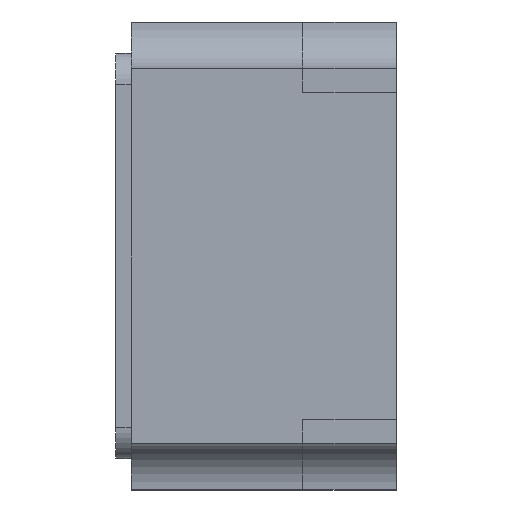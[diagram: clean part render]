
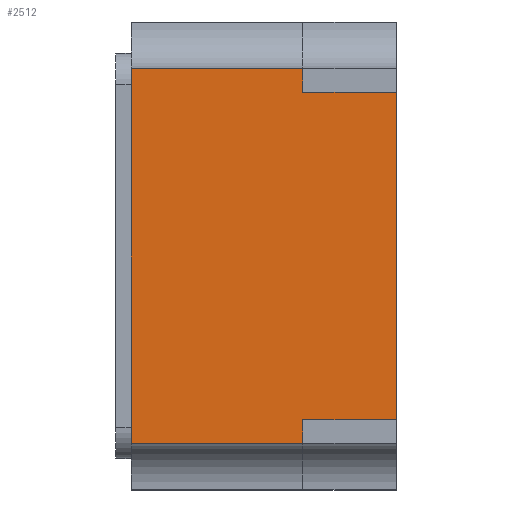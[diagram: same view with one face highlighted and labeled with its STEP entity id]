
A CAD part, left-side view. The second image highlights one B-rep face of the part: STEP entity #2512.
In plain terms, the highlighted planar face has unit normal (-1, 0, 0).
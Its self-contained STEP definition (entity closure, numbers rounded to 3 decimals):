
#32 = VERTEX_POINT ( 'NONE', #2096 ) ;
#33 = CARTESIAN_POINT ( 'NONE',  ( -1.6, 0.85, -0.6 ) ) ;
#65 = EDGE_CURVE ( 'NONE', #159, #32, #2891, .T. ) ;
#105 = CARTESIAN_POINT ( 'NONE',  ( -1.6, 0., -0.525 ) ) ;
#159 = VERTEX_POINT ( 'NONE', #801 ) ;
#177 = ORIENTED_EDGE ( 'NONE', *, *, #3118, .T. ) ;
#213 = CARTESIAN_POINT ( 'NONE',  ( -1.6, 0., -0.6 ) ) ;
#259 = CARTESIAN_POINT ( 'NONE',  ( -1.6, 0.3, -0.6 ) ) ;
#261 = EDGE_LOOP ( 'NONE', ( #177, #1131, #3183, #3024, #1989, #1045, #1722, #1111 ) ) ;
#446 = CARTESIAN_POINT ( 'NONE',  ( -1.6, 0., 0.75 ) ) ;
#455 = DIRECTION ( 'NONE',  ( 0., 0., 1. ) ) ;
#465 = VECTOR ( 'NONE', #980, 1000. ) ;
#565 = CARTESIAN_POINT ( 'NONE',  ( -1.6, 0.3, 0. ) ) ;
#656 = VERTEX_POINT ( 'NONE', #105 ) ;
#755 = LINE ( 'NONE', #901, #2878 ) ;
#801 = CARTESIAN_POINT ( 'NONE',  ( -1.6, 0.3, 0.6 ) ) ;
#885 = LINE ( 'NONE', #446, #1292 ) ;
#901 = CARTESIAN_POINT ( 'NONE',  ( -1.6, 0.3, 0.525 ) ) ;
#929 = LINE ( 'NONE', #213, #3263 ) ;
#980 = DIRECTION ( 'NONE',  ( 0., 1., 0. ) ) ;
#1045 = ORIENTED_EDGE ( 'NONE', *, *, #2594, .T. ) ;
#1100 = VERTEX_POINT ( 'NONE', #3107 ) ;
#1111 = ORIENTED_EDGE ( 'NONE', *, *, #1878, .T. ) ;
#1131 = ORIENTED_EDGE ( 'NONE', *, *, #2849, .F. ) ;
#1173 = LINE ( 'NONE', #565, #3225 ) ;
#1176 = EDGE_CURVE ( 'NONE', #2769, #1532, #2348, .T. ) ;
#1179 = VERTEX_POINT ( 'NONE', #259 ) ;
#1274 = DIRECTION ( 'NONE',  ( 0., 0., -1. ) ) ;
#1288 = DIRECTION ( 'NONE',  ( 0., 0., -1. ) ) ;
#1292 = VECTOR ( 'NONE', #455, 1000. ) ;
#1330 = VECTOR ( 'NONE', #3157, 1000. ) ;
#1426 = VERTEX_POINT ( 'NONE', #2720 ) ;
#1443 = VECTOR ( 'NONE', #2070, 1000. ) ;
#1532 = VERTEX_POINT ( 'NONE', #3081 ) ;
#1722 = ORIENTED_EDGE ( 'NONE', *, *, #2744, .F. ) ;
#1756 = EDGE_CURVE ( 'NONE', #159, #1532, #1888, .T. ) ;
#1803 = CARTESIAN_POINT ( 'NONE',  ( -1.6, 0., 0.6 ) ) ;
#1878 = EDGE_CURVE ( 'NONE', #1100, #656, #2937, .T. ) ;
#1888 = LINE ( 'NONE', #1803, #465 ) ;
#1989 = ORIENTED_EDGE ( 'NONE', *, *, #1176, .F. ) ;
#2070 = DIRECTION ( 'NONE',  ( 0., -1., 0. ) ) ;
#2096 = CARTESIAN_POINT ( 'NONE',  ( -1.6, 0.3, 0.525 ) ) ;
#2223 = FACE_OUTER_BOUND ( 'NONE', #261, .T. ) ;
#2348 = LINE ( 'NONE', #2409, #1330 ) ;
#2409 = CARTESIAN_POINT ( 'NONE',  ( -1.6, 0.85, 0.75 ) ) ;
#2463 = DIRECTION ( 'NONE',  ( 0., -1., 0. ) ) ;
#2512 = ADVANCED_FACE ( 'NONE', ( #2223 ), #2865, .F. ) ;
#2525 = AXIS2_PLACEMENT_3D ( 'NONE', #2897, #2888, #1288 ) ;
#2594 = EDGE_CURVE ( 'NONE', #2769, #1179, #929, .T. ) ;
#2606 = CARTESIAN_POINT ( 'NONE',  ( -1.6, 0.3, -0.525 ) ) ;
#2720 = CARTESIAN_POINT ( 'NONE',  ( -1.6, 0., 0.525 ) ) ;
#2744 = EDGE_CURVE ( 'NONE', #1100, #1179, #1173, .T. ) ;
#2769 = VERTEX_POINT ( 'NONE', #33 ) ;
#2849 = EDGE_CURVE ( 'NONE', #32, #1426, #755, .T. ) ;
#2865 = PLANE ( 'NONE',  #2525 ) ;
#2878 = VECTOR ( 'NONE', #2463, 1000. ) ;
#2888 = DIRECTION ( 'NONE',  ( 1., 0., 0. ) ) ;
#2891 = LINE ( 'NONE', #3173, #3362 ) ;
#2897 = CARTESIAN_POINT ( 'NONE',  ( -1.6, 0.85, 0.75 ) ) ;
#2932 = DIRECTION ( 'NONE',  ( 0., 0., -1. ) ) ;
#2937 = LINE ( 'NONE', #2606, #1443 ) ;
#3024 = ORIENTED_EDGE ( 'NONE', *, *, #1756, .T. ) ;
#3081 = CARTESIAN_POINT ( 'NONE',  ( -1.6, 0.85, 0.6 ) ) ;
#3107 = CARTESIAN_POINT ( 'NONE',  ( -1.6, 0.3, -0.525 ) ) ;
#3118 = EDGE_CURVE ( 'NONE', #656, #1426, #885, .T. ) ;
#3157 = DIRECTION ( 'NONE',  ( 0., 0., 1. ) ) ;
#3173 = CARTESIAN_POINT ( 'NONE',  ( -1.6, 0.3, 0. ) ) ;
#3174 = DIRECTION ( 'NONE',  ( 0., -1., 0. ) ) ;
#3183 = ORIENTED_EDGE ( 'NONE', *, *, #65, .F. ) ;
#3225 = VECTOR ( 'NONE', #2932, 1000. ) ;
#3263 = VECTOR ( 'NONE', #3174, 1000. ) ;
#3362 = VECTOR ( 'NONE', #1274, 1000. ) ;
